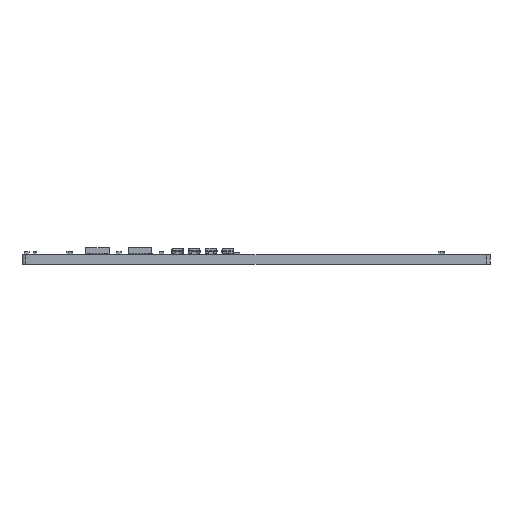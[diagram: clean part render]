
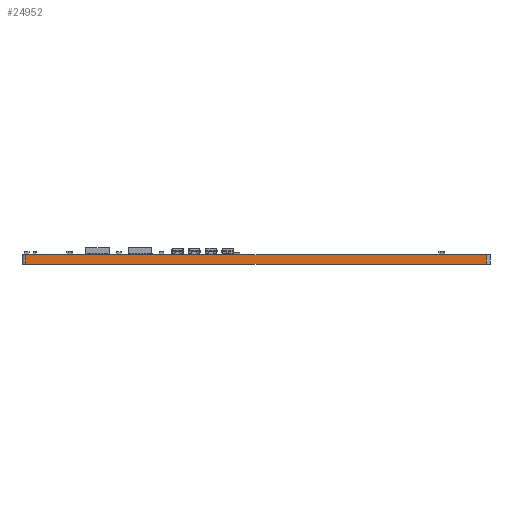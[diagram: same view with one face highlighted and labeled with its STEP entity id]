
A CAD part, front view. The second image highlights one B-rep face of the part: STEP entity #24952.
In plain terms, the highlighted planar face has unit normal (0, -1, 0).
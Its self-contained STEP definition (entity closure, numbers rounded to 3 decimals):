
#24952 = ADVANCED_FACE('',(#24953),#24967,.T.);
#24953 = FACE_BOUND('',#24954,.T.);
#24954 = EDGE_LOOP('',(#24955,#24990,#25018,#25046));
#24955 = ORIENTED_EDGE('',*,*,#24956,.T.);
#24956 = EDGE_CURVE('',#24957,#24959,#24961,.T.);
#24957 = VERTEX_POINT('',#24958);
#24958 = CARTESIAN_POINT('',(135.809,-175.895,0.));
#24959 = VERTEX_POINT('',#24960);
#24960 = CARTESIAN_POINT('',(135.809,-175.895,1.6));
#24961 = SURFACE_CURVE('',#24962,(#24966,#24978),.PCURVE_S1.);
#24962 = LINE('',#24963,#24964);
#24963 = CARTESIAN_POINT('',(135.809,-175.895,0.));
#24964 = VECTOR('',#24965,1.);
#24965 = DIRECTION('',(0.,0.,1.));
#24966 = PCURVE('',#24967,#24972);
#24967 = PLANE('',#24968);
#24968 = AXIS2_PLACEMENT_3D('',#24969,#24970,#24971);
#24969 = CARTESIAN_POINT('',(135.809,-175.895,0.));
#24970 = DIRECTION('',(0.,-1.,0.));
#24971 = DIRECTION('',(-1.,0.,0.));
#24972 = DEFINITIONAL_REPRESENTATION('',(#24973),#24977);
#24973 = LINE('',#24974,#24975);
#24974 = CARTESIAN_POINT('',(0.,0.));
#24975 = VECTOR('',#24976,1.);
#24976 = DIRECTION('',(0.,-1.));
#24977 = ( GEOMETRIC_REPRESENTATION_CONTEXT(2) 
PARAMETRIC_REPRESENTATION_CONTEXT() REPRESENTATION_CONTEXT('2D SPACE',''
  ) );
#24978 = PCURVE('',#24979,#24984);
#24979 = CYLINDRICAL_SURFACE('',#24980,0.6);
#24980 = AXIS2_PLACEMENT_3D('',#24981,#24982,#24983);
#24981 = CARTESIAN_POINT('',(135.809,-175.295,0.));
#24982 = DIRECTION('',(0.,0.,-1.));
#24983 = DIRECTION('',(1.,0.,0.));
#24984 = DEFINITIONAL_REPRESENTATION('',(#24985),#24989);
#24985 = LINE('',#24986,#24987);
#24986 = CARTESIAN_POINT('',(-4.712,0.));
#24987 = VECTOR('',#24988,1.);
#24988 = DIRECTION('',(0.,-1.));
#24989 = ( GEOMETRIC_REPRESENTATION_CONTEXT(2) 
PARAMETRIC_REPRESENTATION_CONTEXT() REPRESENTATION_CONTEXT('2D SPACE',''
  ) );
#24990 = ORIENTED_EDGE('',*,*,#24991,.T.);
#24991 = EDGE_CURVE('',#24959,#24992,#24994,.T.);
#24992 = VERTEX_POINT('',#24993);
#24993 = CARTESIAN_POINT('',(59.009,-175.895,1.6));
#24994 = SURFACE_CURVE('',#24995,(#24999,#25006),.PCURVE_S1.);
#24995 = LINE('',#24996,#24997);
#24996 = CARTESIAN_POINT('',(135.809,-175.895,1.6));
#24997 = VECTOR('',#24998,1.);
#24998 = DIRECTION('',(-1.,0.,0.));
#24999 = PCURVE('',#24967,#25000);
#25000 = DEFINITIONAL_REPRESENTATION('',(#25001),#25005);
#25001 = LINE('',#25002,#25003);
#25002 = CARTESIAN_POINT('',(0.,-1.6));
#25003 = VECTOR('',#25004,1.);
#25004 = DIRECTION('',(1.,0.));
#25005 = ( GEOMETRIC_REPRESENTATION_CONTEXT(2) 
PARAMETRIC_REPRESENTATION_CONTEXT() REPRESENTATION_CONTEXT('2D SPACE',''
  ) );
#25006 = PCURVE('',#25007,#25012);
#25007 = PLANE('',#25008);
#25008 = AXIS2_PLACEMENT_3D('',#25009,#25010,#25011);
#25009 = CARTESIAN_POINT('',(97.409,-106.895,1.6));
#25010 = DIRECTION('',(0.,0.,-1.));
#25011 = DIRECTION('',(-1.,0.,0.));
#25012 = DEFINITIONAL_REPRESENTATION('',(#25013),#25017);
#25013 = LINE('',#25014,#25015);
#25014 = CARTESIAN_POINT('',(-38.4,-69.));
#25015 = VECTOR('',#25016,1.);
#25016 = DIRECTION('',(1.,0.));
#25017 = ( GEOMETRIC_REPRESENTATION_CONTEXT(2) 
PARAMETRIC_REPRESENTATION_CONTEXT() REPRESENTATION_CONTEXT('2D SPACE',''
  ) );
#25018 = ORIENTED_EDGE('',*,*,#25019,.F.);
#25019 = EDGE_CURVE('',#25020,#24992,#25022,.T.);
#25020 = VERTEX_POINT('',#25021);
#25021 = CARTESIAN_POINT('',(59.009,-175.895,0.));
#25022 = SURFACE_CURVE('',#25023,(#25027,#25034),.PCURVE_S1.);
#25023 = LINE('',#25024,#25025);
#25024 = CARTESIAN_POINT('',(59.009,-175.895,0.));
#25025 = VECTOR('',#25026,1.);
#25026 = DIRECTION('',(0.,0.,1.));
#25027 = PCURVE('',#24967,#25028);
#25028 = DEFINITIONAL_REPRESENTATION('',(#25029),#25033);
#25029 = LINE('',#25030,#25031);
#25030 = CARTESIAN_POINT('',(76.8,0.));
#25031 = VECTOR('',#25032,1.);
#25032 = DIRECTION('',(0.,-1.));
#25033 = ( GEOMETRIC_REPRESENTATION_CONTEXT(2) 
PARAMETRIC_REPRESENTATION_CONTEXT() REPRESENTATION_CONTEXT('2D SPACE',''
  ) );
#25034 = PCURVE('',#25035,#25040);
#25035 = CYLINDRICAL_SURFACE('',#25036,0.6);
#25036 = AXIS2_PLACEMENT_3D('',#25037,#25038,#25039);
#25037 = CARTESIAN_POINT('',(59.009,-175.295,0.));
#25038 = DIRECTION('',(0.,0.,-1.));
#25039 = DIRECTION('',(1.,0.,0.));
#25040 = DEFINITIONAL_REPRESENTATION('',(#25041),#25045);
#25041 = LINE('',#25042,#25043);
#25042 = CARTESIAN_POINT('',(-4.712,0.));
#25043 = VECTOR('',#25044,1.);
#25044 = DIRECTION('',(0.,-1.));
#25045 = ( GEOMETRIC_REPRESENTATION_CONTEXT(2) 
PARAMETRIC_REPRESENTATION_CONTEXT() REPRESENTATION_CONTEXT('2D SPACE',''
  ) );
#25046 = ORIENTED_EDGE('',*,*,#25047,.F.);
#25047 = EDGE_CURVE('',#24957,#25020,#25048,.T.);
#25048 = SURFACE_CURVE('',#25049,(#25053,#25060),.PCURVE_S1.);
#25049 = LINE('',#25050,#25051);
#25050 = CARTESIAN_POINT('',(135.809,-175.895,0.));
#25051 = VECTOR('',#25052,1.);
#25052 = DIRECTION('',(-1.,0.,0.));
#25053 = PCURVE('',#24967,#25054);
#25054 = DEFINITIONAL_REPRESENTATION('',(#25055),#25059);
#25055 = LINE('',#25056,#25057);
#25056 = CARTESIAN_POINT('',(0.,0.));
#25057 = VECTOR('',#25058,1.);
#25058 = DIRECTION('',(1.,0.));
#25059 = ( GEOMETRIC_REPRESENTATION_CONTEXT(2) 
PARAMETRIC_REPRESENTATION_CONTEXT() REPRESENTATION_CONTEXT('2D SPACE',''
  ) );
#25060 = PCURVE('',#25061,#25066);
#25061 = PLANE('',#25062);
#25062 = AXIS2_PLACEMENT_3D('',#25063,#25064,#25065);
#25063 = CARTESIAN_POINT('',(97.409,-106.895,0.));
#25064 = DIRECTION('',(0.,0.,-1.));
#25065 = DIRECTION('',(-1.,0.,0.));
#25066 = DEFINITIONAL_REPRESENTATION('',(#25067),#25071);
#25067 = LINE('',#25068,#25069);
#25068 = CARTESIAN_POINT('',(-38.4,-69.));
#25069 = VECTOR('',#25070,1.);
#25070 = DIRECTION('',(1.,0.));
#25071 = ( GEOMETRIC_REPRESENTATION_CONTEXT(2) 
PARAMETRIC_REPRESENTATION_CONTEXT() REPRESENTATION_CONTEXT('2D SPACE',''
  ) );
